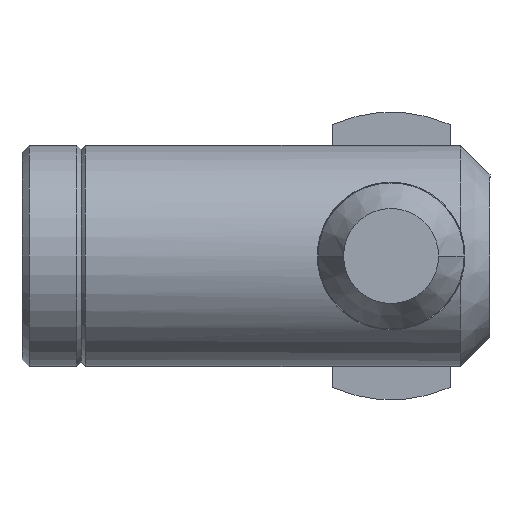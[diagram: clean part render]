
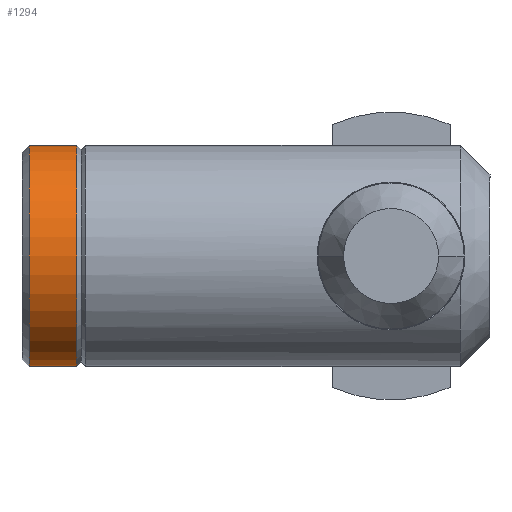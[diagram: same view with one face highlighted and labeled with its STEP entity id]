
A CAD part, left-side view. The second image highlights one B-rep face of the part: STEP entity #1294.
In plain terms, the highlighted cylindrical face has radius 7.5 mm (diameter 15 mm), a partial arc.
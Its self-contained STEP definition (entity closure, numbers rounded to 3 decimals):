
#27 = DIRECTION ( 'NONE',  ( 0., -1., 0. ) ) ;
#30 = ORIENTED_EDGE ( 'NONE', *, *, #187, .F. ) ;
#53 = DIRECTION ( 'NONE',  ( 0., -1., 0. ) ) ;
#122 = DIRECTION ( 'NONE',  ( 0., -1., 0. ) ) ;
#187 = EDGE_CURVE ( 'NONE', #1722, #1391, #1964, .T. ) ;
#268 = EDGE_CURVE ( 'NONE', #812, #1718, #2069, .T. ) ;
#291 = LINE ( 'NONE', #975, #571 ) ;
#351 = CARTESIAN_POINT ( 'NONE',  ( 0., -0.5, 0. ) ) ;
#386 = CARTESIAN_POINT ( 'NONE',  ( 0., 0., 7.5 ) ) ;
#440 = FACE_OUTER_BOUND ( 'NONE', #2121, .T. ) ;
#571 = VECTOR ( 'NONE', #122, 1000. ) ;
#727 = LINE ( 'NONE', #386, #1637 ) ;
#787 = EDGE_CURVE ( 'NONE', #1718, #1391, #291, .T. ) ;
#812 = VERTEX_POINT ( 'NONE', #2001 ) ;
#878 = CARTESIAN_POINT ( 'NONE',  ( 0., -3.7, 0. ) ) ;
#947 = DIRECTION ( 'NONE',  ( 0., -1., 0. ) ) ;
#970 = ORIENTED_EDGE ( 'NONE', *, *, #1271, .F. ) ;
#975 = CARTESIAN_POINT ( 'NONE',  ( 0., 0., -7.5 ) ) ;
#1005 = AXIS2_PLACEMENT_3D ( 'NONE', #878, #27, #1903 ) ;
#1016 = ORIENTED_EDGE ( 'NONE', *, *, #787, .T. ) ;
#1049 = ORIENTED_EDGE ( 'NONE', *, *, #268, .T. ) ;
#1134 = DIRECTION ( 'NONE',  ( 0., 0., 1. ) ) ;
#1147 = CYLINDRICAL_SURFACE ( 'NONE', #1405, 7.5 ) ;
#1271 = EDGE_CURVE ( 'NONE', #812, #1722, #727, .T. ) ;
#1294 = ADVANCED_FACE ( 'NONE', ( #440 ), #1147, .T. ) ;
#1317 = CARTESIAN_POINT ( 'NONE',  ( 0., 0., 0. ) ) ;
#1384 = CARTESIAN_POINT ( 'NONE',  ( 0., -3.7, 7.5 ) ) ;
#1391 = VERTEX_POINT ( 'NONE', #2172 ) ;
#1405 = AXIS2_PLACEMENT_3D ( 'NONE', #1317, #947, #1134 ) ;
#1557 = CARTESIAN_POINT ( 'NONE',  ( 0., -0.5, -7.5 ) ) ;
#1637 = VECTOR ( 'NONE', #53, 1000. ) ;
#1671 = AXIS2_PLACEMENT_3D ( 'NONE', #351, #1909, #2083 ) ;
#1718 = VERTEX_POINT ( 'NONE', #1557 ) ;
#1722 = VERTEX_POINT ( 'NONE', #1384 ) ;
#1903 = DIRECTION ( 'NONE',  ( 0., 0., 1. ) ) ;
#1909 = DIRECTION ( 'NONE',  ( 0., -1., 0. ) ) ;
#1964 = CIRCLE ( 'NONE', #1005, 7.5 ) ;
#2001 = CARTESIAN_POINT ( 'NONE',  ( 0., -0.5, 7.5 ) ) ;
#2069 = CIRCLE ( 'NONE', #1671, 7.5 ) ;
#2083 = DIRECTION ( 'NONE',  ( 0., 0., 1. ) ) ;
#2121 = EDGE_LOOP ( 'NONE', ( #1049, #1016, #30, #970 ) ) ;
#2172 = CARTESIAN_POINT ( 'NONE',  ( 0., -3.7, -7.5 ) ) ;
